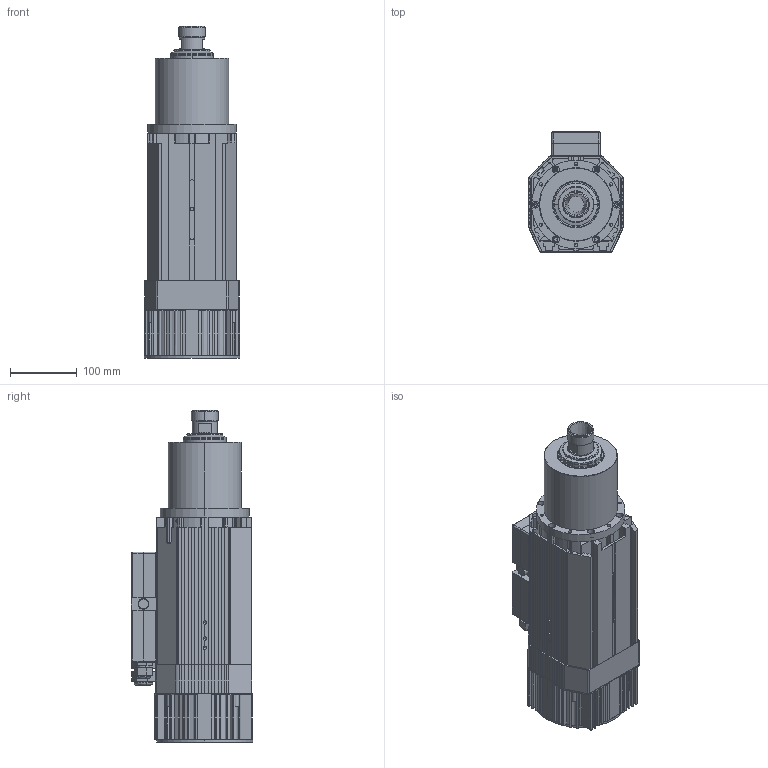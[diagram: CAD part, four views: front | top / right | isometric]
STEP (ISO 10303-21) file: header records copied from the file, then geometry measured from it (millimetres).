
FILE_DESCRIPTION (( 'STEP AP214' ), '1' );
FILE_NAME ('9KW手动换刀长轴.STEP', '2021-05-09T06:13:29', ( '电脑' ), ( '' ), 'SwSTEP 2.0', 'SolidWorks 2018', '' );
FILE_SCHEMA (( 'AUTOMOTIVE_DESIGN' ));
Length unit declared in the file: millimetre
Products named in the file (14): ヶ裔; 珨极宒傷裔; 瑞欶裔; 瑞欶极; 偌聽; 苤脣芛; 堤盄碟IIㄗ碟裔ㄘ; 瑞欶蟀諉极; 籵蚚儂褲; 粣; 湮脣芛; 躇猾裔; 堤盄碟IIㄗ菁碟ㄘ; 9KW忒雄遙絮酗粣
Assembly tree (13 placements, depth 2):
  9KW忒雄遙絮酗粣
    籵蚚儂褲
    珨极宒傷裔
    瑞欶蟀諉极
    瑞欶极
    瑞欶裔
    粣
    躇猾裔
    ヶ裔
    堤盄碟IIㄗ菁碟ㄘ
    堤盄碟IIㄗ碟裔ㄘ
    偌聽
    湮脣芛
    苤脣芛
Bounding box: 143.5 x 181.75 x 497.7 mm (x, y, z)
Volume: 2517692.8 mm3; surface area: 892601.4 mm2
Topology: 13 solids, 13 shells, 1277 faces, 3644 edges, 2342 vertices
Faces by surface type: plane 647, cylinder 545, cone 66, torus 10, sphere 8, bspline 1
Entity records: 43161 total; most frequent: CARTESIAN_POINT 7605, DIRECTION 7447, ORIENTED_EDGE 7236, EDGE_CURVE 3618, AXIS2_PLACEMENT_3D 2574, VERTEX_POINT 2342, LINE 2299, VECTOR 2299
